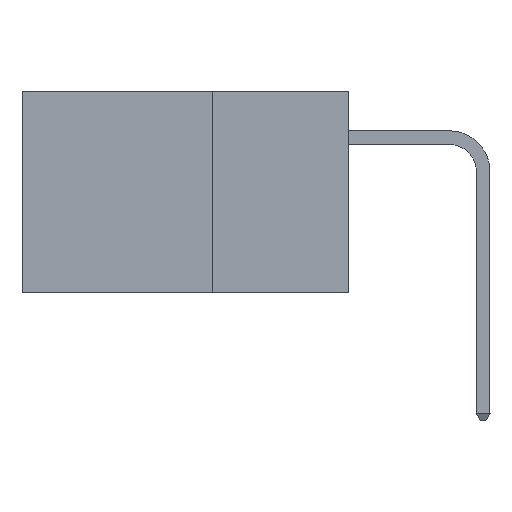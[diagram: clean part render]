
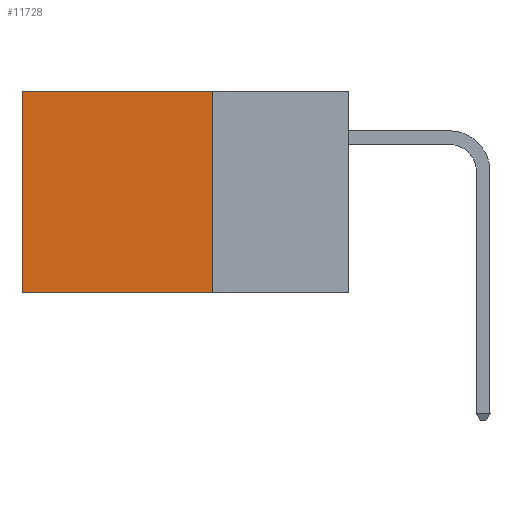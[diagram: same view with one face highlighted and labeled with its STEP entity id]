
A CAD part, left-side view. The second image highlights one B-rep face of the part: STEP entity #11728.
In plain terms, the highlighted planar face has unit normal (-1, 0, 0).
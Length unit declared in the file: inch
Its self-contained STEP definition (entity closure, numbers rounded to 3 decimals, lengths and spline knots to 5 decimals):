
#193 = EDGE_CURVE ( 'NONE', #16945, #10758, #15826, .T. ) ;
#849 = EDGE_CURVE ( 'NONE', #16053, #1043, #9515, .T. ) ;
#1043 = VERTEX_POINT ( 'NONE', #4884 ) ;
#1131 = CARTESIAN_POINT ( 'NONE',  ( 0.2875, 0.25, -0.37 ) ) ;
#1895 = CARTESIAN_POINT ( 'NONE',  ( 0.2875, 0.6, -0.37 ) ) ;
#2607 = VECTOR ( 'NONE', #5527, 39.37008 ) ;
#3475 = EDGE_CURVE ( 'NONE', #16053, #16945, #15669, .T. ) ;
#3602 = CARTESIAN_POINT ( 'NONE',  ( 0.2875, 0.25, 0. ) ) ;
#4884 = CARTESIAN_POINT ( 'NONE',  ( 0.2875, 0.6, 0. ) ) ;
#4930 = DIRECTION ( 'NONE',  ( 0., 0., -1. ) ) ;
#5309 = ORIENTED_EDGE ( 'NONE', *, *, #193, .F. ) ;
#5327 = CARTESIAN_POINT ( 'NONE',  ( 0.2875, 0.25, 0. ) ) ;
#5527 = DIRECTION ( 'NONE',  ( 0., 0., -1. ) ) ;
#5672 = DIRECTION ( 'NONE',  ( 0., 1., 0. ) ) ;
#6053 = CARTESIAN_POINT ( 'NONE',  ( 0.2875, 0.25, 0. ) ) ;
#6398 = DIRECTION ( 'NONE',  ( 0., 1., 0. ) ) ;
#6671 = LINE ( 'NONE', #16285, #2607 ) ;
#7487 = VECTOR ( 'NONE', #5672, 39.37008 ) ;
#8686 = ORIENTED_EDGE ( 'NONE', *, *, #15887, .T. ) ;
#9515 = LINE ( 'NONE', #5327, #7487 ) ;
#10758 = VERTEX_POINT ( 'NONE', #1895 ) ;
#11728 = ADVANCED_FACE ( 'NONE', ( #13925 ), #13119, .F. ) ;
#12983 = VECTOR ( 'NONE', #6398, 39.37008 ) ;
#13119 = PLANE ( 'NONE',  #13393 ) ;
#13393 = AXIS2_PLACEMENT_3D ( 'NONE', #3602, #15828, #17052 ) ;
#13570 = ORIENTED_EDGE ( 'NONE', *, *, #3475, .F. ) ;
#13575 = VECTOR ( 'NONE', #4930, 39.37008 ) ;
#13925 = FACE_OUTER_BOUND ( 'NONE', #16790, .T. ) ;
#14480 = ORIENTED_EDGE ( 'NONE', *, *, #849, .T. ) ;
#15669 = LINE ( 'NONE', #16815, #13575 ) ;
#15826 = LINE ( 'NONE', #1131, #12983 ) ;
#15828 = DIRECTION ( 'NONE',  ( 1., 0., 0. ) ) ;
#15887 = EDGE_CURVE ( 'NONE', #1043, #10758, #6671, .T. ) ;
#16053 = VERTEX_POINT ( 'NONE', #6053 ) ;
#16285 = CARTESIAN_POINT ( 'NONE',  ( 0.2875, 0.6, 0. ) ) ;
#16790 = EDGE_LOOP ( 'NONE', ( #8686, #5309, #13570, #14480 ) ) ;
#16815 = CARTESIAN_POINT ( 'NONE',  ( 0.2875, 0.25, 0. ) ) ;
#16945 = VERTEX_POINT ( 'NONE', #17243 ) ;
#17052 = DIRECTION ( 'NONE',  ( 0., 0., -1. ) ) ;
#17243 = CARTESIAN_POINT ( 'NONE',  ( 0.2875, 0.25, -0.37 ) ) ;
